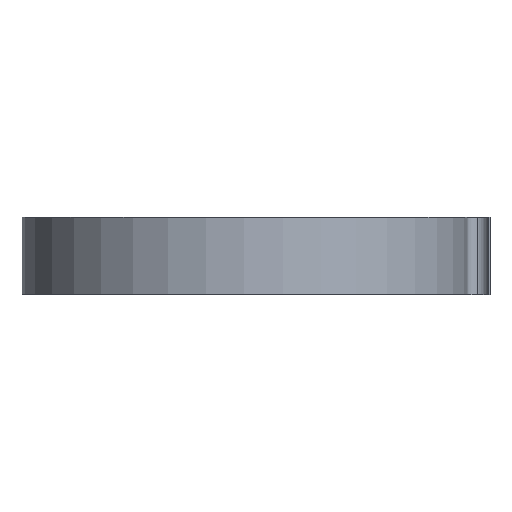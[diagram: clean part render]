
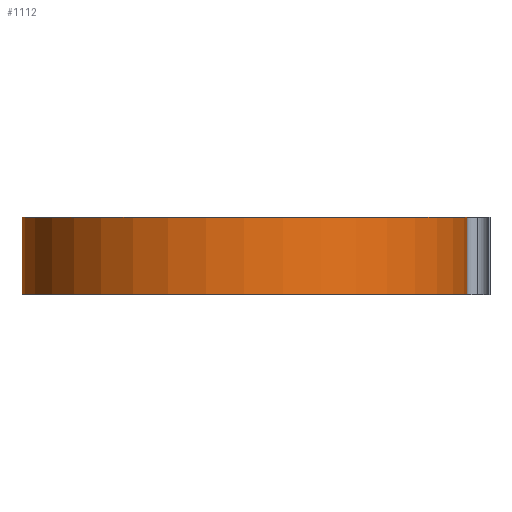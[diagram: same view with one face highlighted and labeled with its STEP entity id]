
A CAD part, top view. The second image highlights one B-rep face of the part: STEP entity #1112.
In plain terms, the highlighted cylindrical face has radius 51.999 mm (diameter 103.998 mm), a partial arc.
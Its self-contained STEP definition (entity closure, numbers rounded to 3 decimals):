
#364 = CARTESIAN_POINT ( 'NONE',  ( 51.999, 0., 0. ) ) ;
#537 = ORIENTED_EDGE ( 'NONE', *, *, #2875, .T. ) ;
#797 = ORIENTED_EDGE ( 'NONE', *, *, #2274, .F. ) ;
#903 = DIRECTION ( 'NONE',  ( 0., -1., 0. ) ) ;
#1041 = VECTOR ( 'NONE', #4328, 1000. ) ;
#1095 = VERTEX_POINT ( 'NONE', #2399 ) ;
#1112 = ADVANCED_FACE ( 'NONE', ( #4048 ), #6102, .T. ) ;
#1414 = ORIENTED_EDGE ( 'NONE', *, *, #3527, .T. ) ;
#2101 = EDGE_CURVE ( 'NONE', #1095, #5474, #4056, .T. ) ;
#2274 = EDGE_CURVE ( 'NONE', #5474, #6699, #2800, .T. ) ;
#2277 = LINE ( 'NONE', #4764, #1041 ) ;
#2399 = CARTESIAN_POINT ( 'NONE',  ( -51.999, 18., 0. ) ) ;
#2470 = CARTESIAN_POINT ( 'NONE',  ( 0., 18., 0. ) ) ;
#2631 = CARTESIAN_POINT ( 'NONE',  ( 0., 0., 0. ) ) ;
#2692 = DIRECTION ( 'NONE',  ( 0., 1., 0. ) ) ;
#2767 = DIRECTION ( 'NONE',  ( 0., -1., 0. ) ) ;
#2800 = LINE ( 'NONE', #4384, #3134 ) ;
#2875 = EDGE_CURVE ( 'NONE', #3845, #6699, #4378, .T. ) ;
#3134 = VECTOR ( 'NONE', #2767, 1000. ) ;
#3188 = AXIS2_PLACEMENT_3D ( 'NONE', #2631, #2692, #6259 ) ;
#3208 = EDGE_LOOP ( 'NONE', ( #537, #797, #3792, #1414 ) ) ;
#3209 = AXIS2_PLACEMENT_3D ( 'NONE', #2470, #903, #4079 ) ;
#3527 = EDGE_CURVE ( 'NONE', #1095, #3845, #2277, .T. ) ;
#3792 = ORIENTED_EDGE ( 'NONE', *, *, #2101, .F. ) ;
#3845 = VERTEX_POINT ( 'NONE', #5157 ) ;
#4048 = FACE_OUTER_BOUND ( 'NONE', #3208, .T. ) ;
#4056 = CIRCLE ( 'NONE', #4166, 51.999 ) ;
#4079 = DIRECTION ( 'NONE',  ( 0., 0., -1. ) ) ;
#4166 = AXIS2_PLACEMENT_3D ( 'NONE', #5643, #5150, #6180 ) ;
#4328 = DIRECTION ( 'NONE',  ( 0., -1., 0. ) ) ;
#4378 = CIRCLE ( 'NONE', #3188, 51.999 ) ;
#4384 = CARTESIAN_POINT ( 'NONE',  ( 51.999, 18., 0. ) ) ;
#4630 = CARTESIAN_POINT ( 'NONE',  ( 51.999, 18., 0. ) ) ;
#4764 = CARTESIAN_POINT ( 'NONE',  ( -51.999, 18., 0. ) ) ;
#5150 = DIRECTION ( 'NONE',  ( 0., 1., 0. ) ) ;
#5157 = CARTESIAN_POINT ( 'NONE',  ( -51.999, 0., 0. ) ) ;
#5474 = VERTEX_POINT ( 'NONE', #4630 ) ;
#5643 = CARTESIAN_POINT ( 'NONE',  ( 0., 18., 0. ) ) ;
#6102 = CYLINDRICAL_SURFACE ( 'NONE', #3209, 51.999 ) ;
#6180 = DIRECTION ( 'NONE',  ( 1., 0., 0. ) ) ;
#6259 = DIRECTION ( 'NONE',  ( 1., 0., 0. ) ) ;
#6699 = VERTEX_POINT ( 'NONE', #364 ) ;
